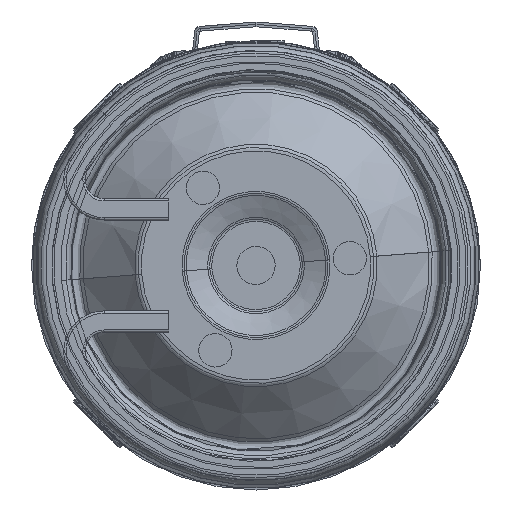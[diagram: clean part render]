
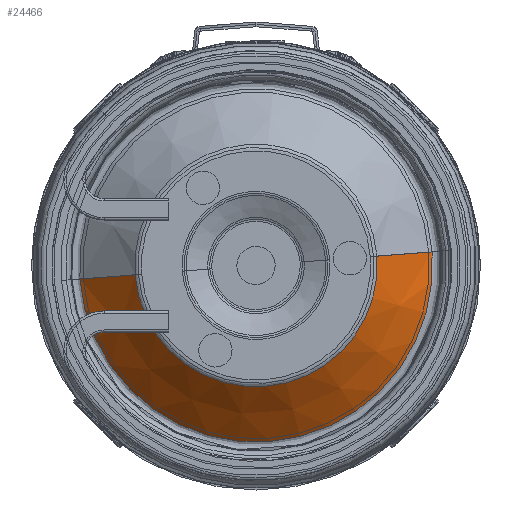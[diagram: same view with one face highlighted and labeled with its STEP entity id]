
A CAD part, front view. The second image highlights one B-rep face of the part: STEP entity #24466.
In plain terms, the highlighted conical face has half-angle 46.546 degrees and reference radius 25.375 mm.
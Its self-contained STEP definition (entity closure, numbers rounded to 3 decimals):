
#65 = DIRECTION ( 'NONE',  ( 0., 1., 0. ) ) ;
#739 = VECTOR ( 'NONE', #15313, 1000. ) ;
#2763 = EDGE_CURVE ( 'NONE', #35012, #39324, #25839, .T. ) ;
#3839 = VERTEX_POINT ( 'NONE', #23958 ) ;
#4676 = AXIS2_PLACEMENT_3D ( 'NONE', #6104, #65, #21188 ) ;
#5468 = CARTESIAN_POINT ( 'NONE',  ( 0., 11.526, -36.962 ) ) ;
#6104 = CARTESIAN_POINT ( 'NONE',  ( 0., 0.548, 0. ) ) ;
#6993 = DIRECTION ( 'NONE',  ( 0., 0., 1. ) ) ;
#8872 = AXIS2_PLACEMENT_3D ( 'NONE', #20381, #11324, #14343 ) ;
#9463 = CARTESIAN_POINT ( 'NONE',  ( 0., 0.548, -25.376 ) ) ;
#10394 = DIRECTION ( 'NONE',  ( 0., 1., 0. ) ) ;
#10589 = VERTEX_POINT ( 'NONE', #5468 ) ;
#10703 = EDGE_CURVE ( 'NONE', #35012, #10589, #36718, .T. ) ;
#11324 = DIRECTION ( 'NONE',  ( 0., 1., 0. ) ) ;
#11728 = DIRECTION ( 'NONE',  ( 0., 0.688, 0.726 ) ) ;
#14343 = DIRECTION ( 'NONE',  ( 0., 0., 1. ) ) ;
#15313 = DIRECTION ( 'NONE',  ( 0., 0.688, -0.726 ) ) ;
#20381 = CARTESIAN_POINT ( 'NONE',  ( 0., 0.548, 0. ) ) ;
#21188 = DIRECTION ( 'NONE',  ( 0., 0., 1. ) ) ;
#21196 = ORIENTED_EDGE ( 'NONE', *, *, #23980, .F. ) ;
#22147 = CARTESIAN_POINT ( 'NONE',  ( 0., 0.548, 25.376 ) ) ;
#22191 = EDGE_LOOP ( 'NONE', ( #35231, #30761, #36598, #21196 ) ) ;
#22447 = AXIS2_PLACEMENT_3D ( 'NONE', #34638, #10394, #6993 ) ;
#23498 = EDGE_CURVE ( 'NONE', #39324, #3839, #27346, .T. ) ;
#23958 = CARTESIAN_POINT ( 'NONE',  ( 0., 11.526, 36.962 ) ) ;
#23980 = EDGE_CURVE ( 'NONE', #10589, #3839, #31380, .T. ) ;
#24466 = ADVANCED_FACE ( 'NONE', ( #35177 ), #31952, .T. ) ;
#24576 = CARTESIAN_POINT ( 'NONE',  ( 0., 0.548, 25.376 ) ) ;
#25839 = CIRCLE ( 'NONE', #4676, 25.376 ) ;
#26218 = VECTOR ( 'NONE', #11728, 1000. ) ;
#27346 = LINE ( 'NONE', #24576, #26218 ) ;
#30761 = ORIENTED_EDGE ( 'NONE', *, *, #2763, .T. ) ;
#31380 = CIRCLE ( 'NONE', #22447, 36.962 ) ;
#31952 = CONICAL_SURFACE ( 'NONE', #8872, 25.376, 0.812 ) ;
#33612 = CARTESIAN_POINT ( 'NONE',  ( 0., 0.548, -25.376 ) ) ;
#34638 = CARTESIAN_POINT ( 'NONE',  ( 0., 11.526, 0. ) ) ;
#35012 = VERTEX_POINT ( 'NONE', #33612 ) ;
#35177 = FACE_OUTER_BOUND ( 'NONE', #22191, .T. ) ;
#35231 = ORIENTED_EDGE ( 'NONE', *, *, #10703, .F. ) ;
#36598 = ORIENTED_EDGE ( 'NONE', *, *, #23498, .T. ) ;
#36718 = LINE ( 'NONE', #9463, #739 ) ;
#39324 = VERTEX_POINT ( 'NONE', #22147 ) ;
